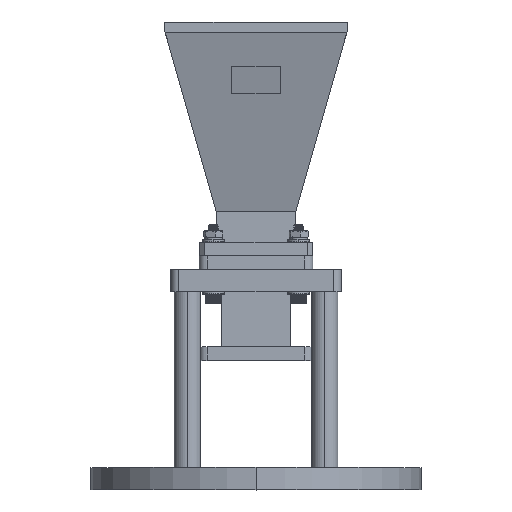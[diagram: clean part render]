
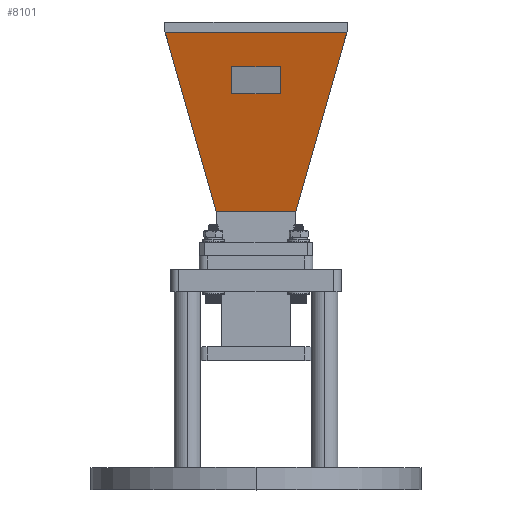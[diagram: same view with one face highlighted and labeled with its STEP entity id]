
A CAD part, top view. The second image highlights one B-rep face of the part: STEP entity #8101.
In plain terms, the highlighted face is planar.
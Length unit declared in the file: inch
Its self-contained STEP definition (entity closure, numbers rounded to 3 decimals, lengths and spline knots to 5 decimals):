
#166 = CARTESIAN_POINT ( 'NONE',  ( 0.83821, -0.35, 4.02664 ) ) ;
#479 = CARTESIAN_POINT ( 'NONE',  ( 0.9599, 0., 4.5116 ) ) ;
#495 = CARTESIAN_POINT ( 'NONE',  ( 0.31811, -0.56865, 1.95391 ) ) ;
#533 = LINE ( 'NONE', #14425, #9600 ) ;
#743 = CARTESIAN_POINT ( 'NONE',  ( 0.83821, -0.35, 4.02664 ) ) ;
#976 = DIRECTION ( 'NONE',  ( -0.235, 0.266, -0.935 ) ) ;
#1054 = FACE_BOUND ( 'NONE', #7798, .T. ) ;
#1262 = ORIENTED_EDGE ( 'NONE', *, *, #20141, .T. ) ;
#1515 = DIRECTION ( 'NONE',  ( 0.235, 0.266, 0.935 ) ) ;
#1578 = VECTOR ( 'NONE', #13757, 39.37008 ) ;
#1795 = EDGE_CURVE ( 'NONE', #12204, #8540, #11767, .T. ) ;
#2483 = EDGE_CURVE ( 'NONE', #8540, #20585, #5440, .T. ) ;
#3422 = EDGE_CURVE ( 'NONE', #12069, #16248, #13842, .T. ) ;
#3428 = VECTOR ( 'NONE', #15693, 39.37008 ) ;
#4046 = VERTEX_POINT ( 'NONE', #5891 ) ;
#4291 = CARTESIAN_POINT ( 'NONE',  ( 0.9599, 1.2976, 4.5116 ) ) ;
#4452 = DIRECTION ( 'NONE',  ( 0.97, 0., -0.243 ) ) ;
#4564 = PLANE ( 'NONE',  #15459 ) ;
#4672 = FACE_OUTER_BOUND ( 'NONE', #14303, .T. ) ;
#5021 = CARTESIAN_POINT ( 'NONE',  ( 0.74086, 0.35, 3.63867 ) ) ;
#5440 = LINE ( 'NONE', #479, #9682 ) ;
#5441 = VECTOR ( 'NONE', #15368, 39.37008 ) ;
#5615 = ORIENTED_EDGE ( 'NONE', *, *, #1795, .T. ) ;
#5891 = CARTESIAN_POINT ( 'NONE',  ( 0.74086, -0.35, 3.63867 ) ) ;
#6944 = VERTEX_POINT ( 'NONE', #495 ) ;
#7345 = VECTOR ( 'NONE', #18935, 39.37008 ) ;
#7798 = EDGE_LOOP ( 'NONE', ( #15437, #13229, #13096, #10205 ) ) ;
#7831 = VECTOR ( 'NONE', #976, 39.37008 ) ;
#8101 = ADVANCED_FACE ( 'NONE', ( #1054, #4672 ), #4564, .T. ) ;
#8480 = LINE ( 'NONE', #21301, #7345 ) ;
#8540 = VERTEX_POINT ( 'NONE', #4291 ) ;
#8713 = CARTESIAN_POINT ( 'NONE',  ( 0.31811, 0.56865, 1.95391 ) ) ;
#8807 = VERTEX_POINT ( 'NONE', #5021 ) ;
#9600 = VECTOR ( 'NONE', #14198, 39.37008 ) ;
#9682 = VECTOR ( 'NONE', #12191, 39.37008 ) ;
#10116 = EDGE_CURVE ( 'NONE', #20585, #6944, #10661, .T. ) ;
#10129 = EDGE_CURVE ( 'NONE', #8807, #12069, #533, .T. ) ;
#10190 = LINE ( 'NONE', #13930, #3428 ) ;
#10205 = ORIENTED_EDGE ( 'NONE', *, *, #11943, .F. ) ;
#10661 = LINE ( 'NONE', #15631, #7831 ) ;
#11404 = CARTESIAN_POINT ( 'NONE',  ( 0.65331, 0., 3.28976 ) ) ;
#11514 = CARTESIAN_POINT ( 'NONE',  ( 0.83821, -0.35, 4.02664 ) ) ;
#11767 = LINE ( 'NONE', #16610, #21607 ) ;
#11943 = EDGE_CURVE ( 'NONE', #16248, #4046, #20313, .T. ) ;
#12069 = VERTEX_POINT ( 'NONE', #12407 ) ;
#12191 = DIRECTION ( 'NONE',  ( 0., -1., 0. ) ) ;
#12204 = VERTEX_POINT ( 'NONE', #8713 ) ;
#12407 = CARTESIAN_POINT ( 'NONE',  ( 0.83821, 0.35, 4.02664 ) ) ;
#13096 = ORIENTED_EDGE ( 'NONE', *, *, #17539, .F. ) ;
#13229 = ORIENTED_EDGE ( 'NONE', *, *, #10129, .F. ) ;
#13757 = DIRECTION ( 'NONE',  ( 0., -1., 0. ) ) ;
#13842 = LINE ( 'NONE', #743, #1578 ) ;
#13930 = CARTESIAN_POINT ( 'NONE',  ( 0.74086, -0.35, 3.63867 ) ) ;
#14198 = DIRECTION ( 'NONE',  ( 0.243, 0., 0.97 ) ) ;
#14303 = EDGE_LOOP ( 'NONE', ( #1262, #5615, #18784, #14697 ) ) ;
#14425 = CARTESIAN_POINT ( 'NONE',  ( 0.83821, 0.35, 4.02664 ) ) ;
#14697 = ORIENTED_EDGE ( 'NONE', *, *, #10116, .T. ) ;
#15368 = DIRECTION ( 'NONE',  ( -0.243, 0., -0.97 ) ) ;
#15437 = ORIENTED_EDGE ( 'NONE', *, *, #3422, .F. ) ;
#15459 = AXIS2_PLACEMENT_3D ( 'NONE', #11404, #4452, #21293 ) ;
#15631 = CARTESIAN_POINT ( 'NONE',  ( 0.9599, -1.2976, 4.5116 ) ) ;
#15693 = DIRECTION ( 'NONE',  ( 0., 1., 0. ) ) ;
#16248 = VERTEX_POINT ( 'NONE', #11514 ) ;
#16610 = CARTESIAN_POINT ( 'NONE',  ( 0.31811, 0.56865, 1.95391 ) ) ;
#17539 = EDGE_CURVE ( 'NONE', #4046, #8807, #10190, .T. ) ;
#18784 = ORIENTED_EDGE ( 'NONE', *, *, #2483, .T. ) ;
#18935 = DIRECTION ( 'NONE',  ( 0., 1., 0. ) ) ;
#20141 = EDGE_CURVE ( 'NONE', #6944, #12204, #8480, .T. ) ;
#20313 = LINE ( 'NONE', #166, #5441 ) ;
#20585 = VERTEX_POINT ( 'NONE', #21062 ) ;
#21062 = CARTESIAN_POINT ( 'NONE',  ( 0.9599, -1.2976, 4.5116 ) ) ;
#21293 = DIRECTION ( 'NONE',  ( -0.243, 0., -0.97 ) ) ;
#21301 = CARTESIAN_POINT ( 'NONE',  ( 0.31811, 0., 1.95391 ) ) ;
#21607 = VECTOR ( 'NONE', #1515, 39.37008 ) ;
